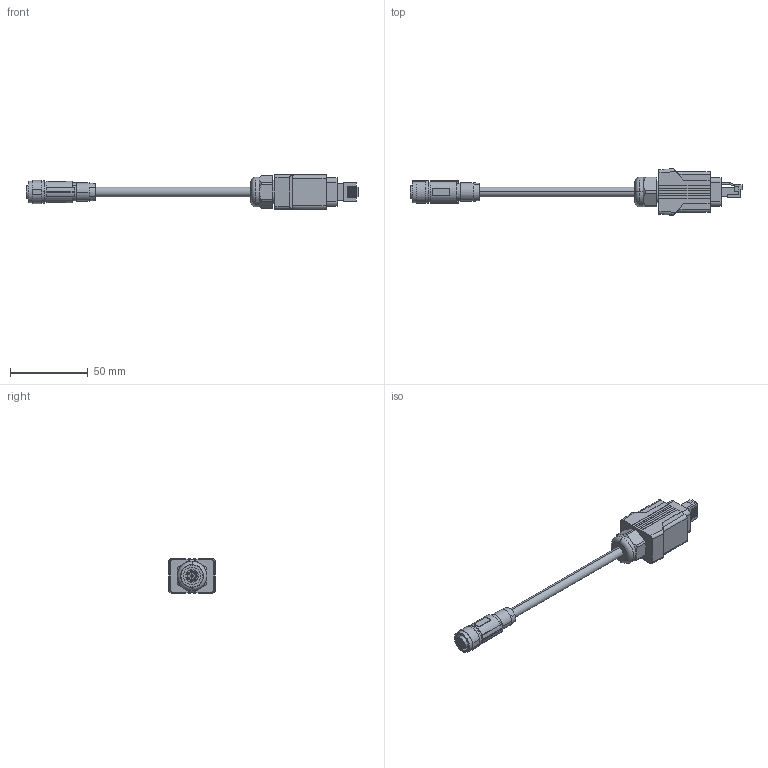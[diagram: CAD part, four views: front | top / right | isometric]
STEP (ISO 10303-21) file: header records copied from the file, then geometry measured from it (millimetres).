
FILE_DESCRIPTION(('SolidDesigner STEP Export'),'2;1');
FILE_NAME('1407456_NBC_FS__2.0_94B_R4RC_SCO-select.stp','2013-04-12T 8:49:37',(''),(''),'Creo Elements/Direct Modeling STEP processor for AP214 (Solid Model)','Creo Elements/Direct Modeling 18.1 06-May-2012 (C) Parametric Technology GmbH','');
FILE_SCHEMA(('AUTOMOTIVE_DESIGN { 1 0 10303 214 1 1 1 1 }'));
Length unit declared in the file: millimetre
Products named in the file (1): 1407456_NBC_FS__2.0_94B_R4RC_SCO-select
Bounding box: 213.3 x 30.01 x 22 mm (x, y, z)
Volume: 36083.6 mm3; surface area: 11602.7 mm2
Topology: 1 solids, 1 shells, 369 faces, 963 edges, 625 vertices
Faces by surface type: plane 234, cylinder 80, cone 28, bspline 17, extrusion 8, torus 2
Entity records: 18132 total; most frequent: CARTESIAN_POINT 6628, ORIENTED_EDGE 1926, DIRECTION 1546, EDGE_CURVE 963, VECTOR 628, VERTEX_POINT 625, LINE 620, AXIS2_PLACEMENT_3D 459
